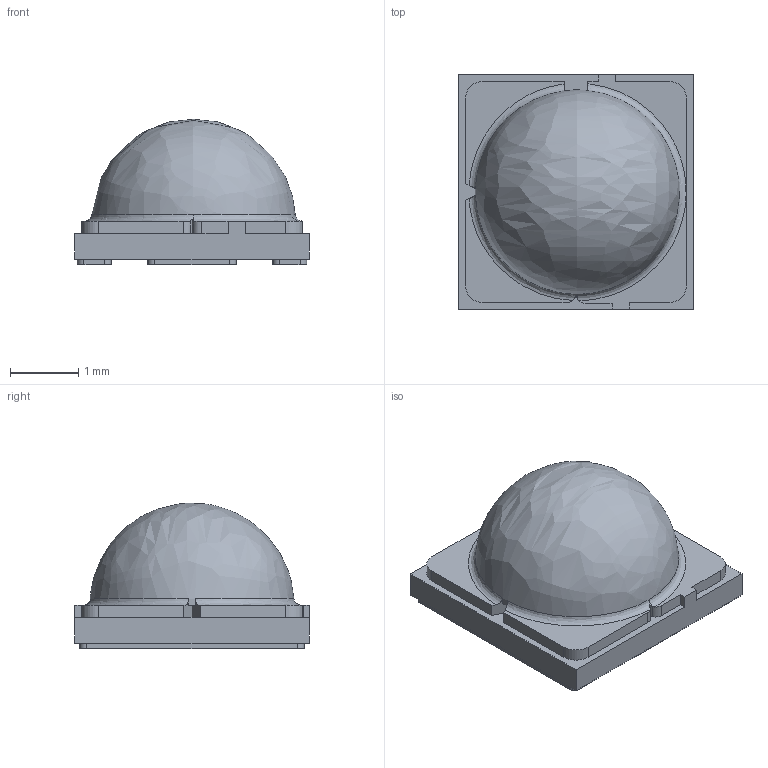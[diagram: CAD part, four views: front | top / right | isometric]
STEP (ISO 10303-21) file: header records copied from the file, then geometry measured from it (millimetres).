
FILE_DESCRIPTION(('FreeCAD Model'),'2;1');
FILE_NAME( 'User Library-Luxeon Q.step', '2018-08-08T20:30:39',('kicad StepUp'),('ksu MCAD'), 'Open CASCADE STEP processor 6.8','FreeCAD','Unknown');
FILE_SCHEMA(('AUTOMOTIVE_DESIGN_CC2 { 1 2 10303 214 -1 1 5 4 }'));
Length unit declared in the file: millimetre
Products named in the file (2): ASSEMBLY; User_Library-Luxeon_Q
Assembly tree (1 placements, depth 2):
  ASSEMBLY
    User_Library-Luxeon_Q
Bounding box: 3.45 x 3.45 x 2.14 mm (x, y, z)
Volume: 9.1 mm3; surface area: 61.5 mm2
Topology: 1 solids, 1 shells, 84 faces, 238 edges, 156 vertices
Faces by surface type: plane 61, cylinder 18, bspline 5
Entity records: 3552 total; most frequent: CARTESIAN_POINT 780, ORIENTED_EDGE 470, DIRECTION 419, EDGE_CURVE 235, LINE 171, VECTOR 171, VERTEX_POINT 156, AXIS2_PLACEMENT_3D 124
